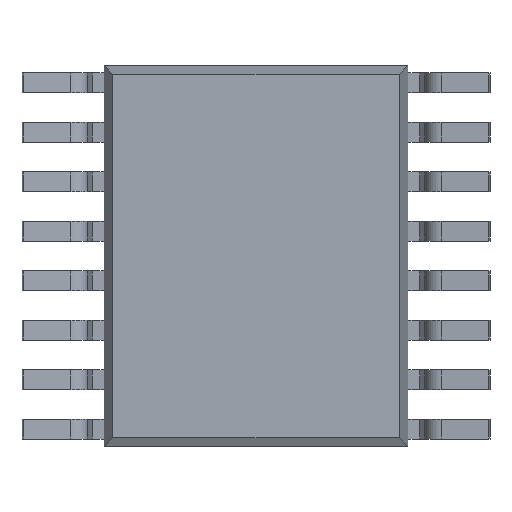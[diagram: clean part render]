
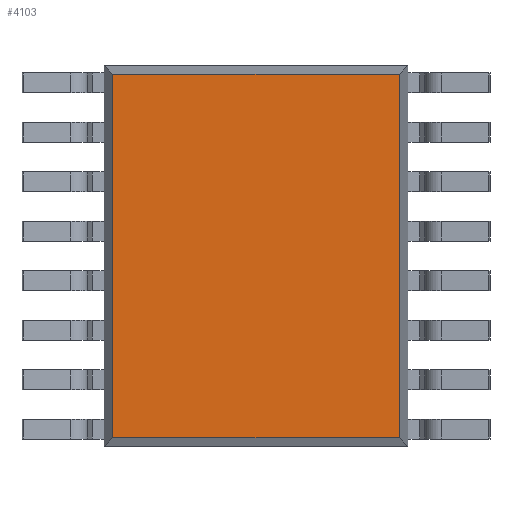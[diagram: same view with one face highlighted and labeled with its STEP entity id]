
A CAD part, front view. The second image highlights one B-rep face of the part: STEP entity #4103.
In plain terms, the highlighted planar face has unit normal (0, -1, 0).
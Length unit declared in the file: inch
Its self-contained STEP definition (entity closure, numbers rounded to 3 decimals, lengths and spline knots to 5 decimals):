
#29 = VERTEX_POINT ( 'NONE', #1342 ) ;
#335 = DIRECTION ( 'NONE',  ( 0., 0., -1. ) ) ;
#579 = CARTESIAN_POINT ( 'NONE',  ( 0.07229, 0.0098, -0.09625 ) ) ;
#948 = PLANE ( 'NONE',  #6667 ) ;
#972 = VECTOR ( 'NONE', #4015, 39.37008 ) ;
#1342 = CARTESIAN_POINT ( 'NONE',  ( 0.07229, 0.0098, 0.09179 ) ) ;
#1423 = DIRECTION ( 'NONE',  ( 0., -1., 0. ) ) ;
#1662 = CARTESIAN_POINT ( 'NONE',  ( -0.07229, 0.0098, 0.09625 ) ) ;
#1831 = LINE ( 'NONE', #4600, #5505 ) ;
#1862 = DIRECTION ( 'NONE',  ( -1., 0., 0. ) ) ;
#2175 = CARTESIAN_POINT ( 'NONE',  ( -0.07229, 0.0098, 0.09179 ) ) ;
#2222 = LINE ( 'NONE', #6067, #6468 ) ;
#2458 = LINE ( 'NONE', #1662, #972 ) ;
#2492 = ORIENTED_EDGE ( 'NONE', *, *, #3291, .T. ) ;
#2508 = VERTEX_POINT ( 'NONE', #3146 ) ;
#2513 = VECTOR ( 'NONE', #3285, 39.37008 ) ;
#2954 = ORIENTED_EDGE ( 'NONE', *, *, #5003, .T. ) ;
#3125 = ORIENTED_EDGE ( 'NONE', *, *, #3610, .T. ) ;
#3146 = CARTESIAN_POINT ( 'NONE',  ( -0.07229, 0.0098, -0.09179 ) ) ;
#3285 = DIRECTION ( 'NONE',  ( 0., 0., 1. ) ) ;
#3291 = EDGE_CURVE ( 'NONE', #4236, #2508, #2458, .T. ) ;
#3610 = EDGE_CURVE ( 'NONE', #29, #4236, #1831, .T. ) ;
#4015 = DIRECTION ( 'NONE',  ( 0., 0., -1. ) ) ;
#4071 = LINE ( 'NONE', #579, #2513 ) ;
#4103 = ADVANCED_FACE ( 'NONE', ( #5953 ), #948, .T. ) ;
#4236 = VERTEX_POINT ( 'NONE', #2175 ) ;
#4600 = CARTESIAN_POINT ( 'NONE',  ( 0.07675, 0.0098, 0.09179 ) ) ;
#4913 = CARTESIAN_POINT ( 'NONE',  ( 0., 0.0098, 0. ) ) ;
#5003 = EDGE_CURVE ( 'NONE', #6078, #29, #4071, .T. ) ;
#5505 = VECTOR ( 'NONE', #1862, 39.37008 ) ;
#5884 = ORIENTED_EDGE ( 'NONE', *, *, #6087, .T. ) ;
#5953 = FACE_OUTER_BOUND ( 'NONE', #6593, .T. ) ;
#6067 = CARTESIAN_POINT ( 'NONE',  ( -0.07675, 0.0098, -0.09179 ) ) ;
#6078 = VERTEX_POINT ( 'NONE', #6118 ) ;
#6087 = EDGE_CURVE ( 'NONE', #2508, #6078, #2222, .T. ) ;
#6118 = CARTESIAN_POINT ( 'NONE',  ( 0.07229, 0.0098, -0.09179 ) ) ;
#6468 = VECTOR ( 'NONE', #7297, 39.37008 ) ;
#6593 = EDGE_LOOP ( 'NONE', ( #5884, #2954, #3125, #2492 ) ) ;
#6667 = AXIS2_PLACEMENT_3D ( 'NONE', #4913, #1423, #335 ) ;
#7297 = DIRECTION ( 'NONE',  ( 1., 0., 0. ) ) ;
